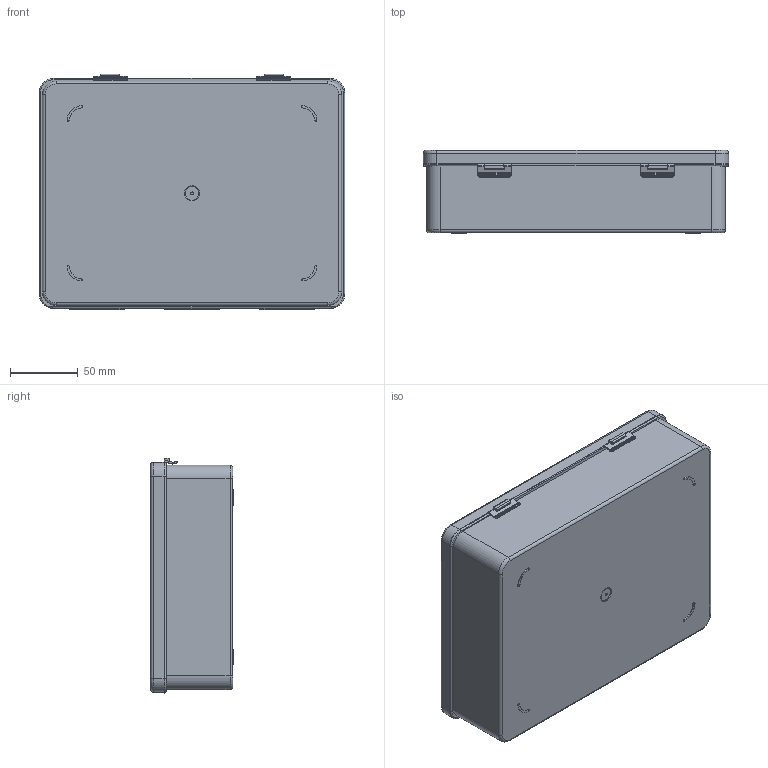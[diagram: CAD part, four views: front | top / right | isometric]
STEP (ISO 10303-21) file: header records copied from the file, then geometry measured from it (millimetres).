
FILE_DESCRIPTION (( 'STEP AP214' ), '1' );
FILE_NAME ('B150 Êîðîáêà ïëàñòèêîâàÿ, 225x170x60 ìì.STEP', '2020-04-06T13:10:06', ( '' ), ( '' ), 'SwSTEP 2.0', 'SolidWorks 2020', '' );
FILE_SCHEMA (( 'AUTOMOTIVE_DESIGN' ));
Length unit declared in the file: millimetre
Products named in the file (4): B150 Êðûøêà; B150 Êîðîáêà ïëàñòèêîâàÿ, 225x170x60 ìì; B150 ч鸗鍆趌00; B150 Åìêîñòü
Assembly tree (4 placements, depth 2):
  B150 Êîðîáêà ïëàñòèêîâàÿ, 225x170x60 ìì
    B150 Åìêîñòü
    B150 Êðûøêà
    B150 ч鸗鍆趌00  x2
Bounding box: 224.5 x 61 x 173 mm (x, y, z)
Volume: 197731.6 mm3; surface area: 249832.5 mm2
Topology: 6 solids, 6 shells, 347 faces, 879 edges, 562 vertices
Faces by surface type: plane 160, cylinder 155, torus 32
Entity records: 9619 total; most frequent: CARTESIAN_POINT 1805, DIRECTION 1641, ORIENTED_EDGE 1586, EDGE_CURVE 793, AXIS2_PLACEMENT_3D 582, VERTEX_POINT 504, VECTOR 477, LINE 477
